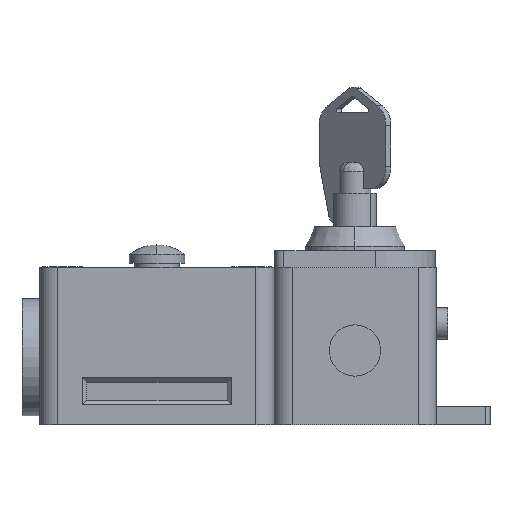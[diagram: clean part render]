
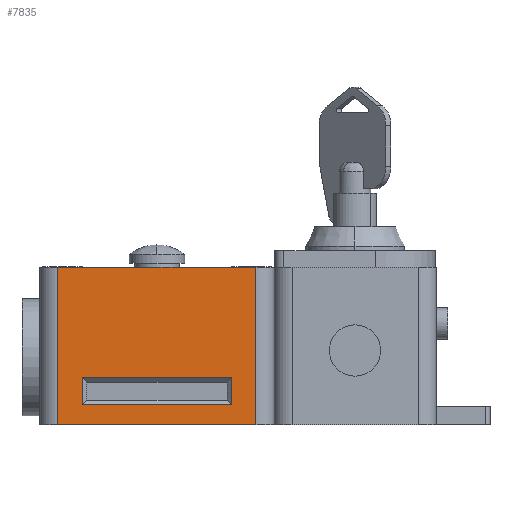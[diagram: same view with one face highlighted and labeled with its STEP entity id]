
A CAD part, left-side view. The second image highlights one B-rep face of the part: STEP entity #7835.
In plain terms, the highlighted planar face has unit normal (-1, 0, 0).
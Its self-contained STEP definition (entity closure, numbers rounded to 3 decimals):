
#211 = ORIENTED_EDGE ( 'NONE', *, *, #3746, .T. ) ;
#214 = DIRECTION ( 'NONE',  ( 0., -1., 0. ) ) ;
#262 = VERTEX_POINT ( 'NONE', #7956 ) ;
#374 = EDGE_CURVE ( 'NONE', #4842, #6333, #736, .T. ) ;
#502 = VERTEX_POINT ( 'NONE', #4563 ) ;
#564 = FACE_OUTER_BOUND ( 'NONE', #1020, .T. ) ;
#715 = CARTESIAN_POINT ( 'NONE',  ( -86., 26., 35. ) ) ;
#736 = LINE ( 'NONE', #4522, #7221 ) ;
#788 = DIRECTION ( 'NONE',  ( 0., -1., 0. ) ) ;
#813 = VERTEX_POINT ( 'NONE', #6888 ) ;
#844 = VERTEX_POINT ( 'NONE', #1291 ) ;
#899 = LINE ( 'NONE', #5106, #7658 ) ;
#1020 = EDGE_LOOP ( 'NONE', ( #7635, #5457, #7854, #211 ) ) ;
#1099 = VECTOR ( 'NONE', #2120, 1000. ) ;
#1120 = EDGE_CURVE ( 'NONE', #6135, #5332, #6721, .T. ) ;
#1291 = CARTESIAN_POINT ( 'NONE',  ( -86., 22., 0. ) ) ;
#1693 = DIRECTION ( 'NONE',  ( 0., 0., -1. ) ) ;
#1773 = DIRECTION ( 'NONE',  ( 0., 1., 0. ) ) ;
#2079 = LINE ( 'NONE', #7558, #1099 ) ;
#2120 = DIRECTION ( 'NONE',  ( 0., 0., -1. ) ) ;
#2127 = DIRECTION ( 'NONE',  ( 0., 0., 1. ) ) ;
#2143 = DIRECTION ( 'NONE',  ( 0., -1., 0. ) ) ;
#2175 = EDGE_CURVE ( 'NONE', #844, #502, #5908, .T. ) ;
#2212 = CARTESIAN_POINT ( 'NONE',  ( -86., 16.6, 4.5 ) ) ;
#2339 = LINE ( 'NONE', #4795, #5447 ) ;
#2580 = LINE ( 'NONE', #715, #3054 ) ;
#2788 = CARTESIAN_POINT ( 'NONE',  ( -86., 26., 0. ) ) ;
#2807 = ORIENTED_EDGE ( 'NONE', *, *, #1120, .T. ) ;
#2990 = CARTESIAN_POINT ( 'NONE',  ( -86., 26., 35. ) ) ;
#3054 = VECTOR ( 'NONE', #788, 1000. ) ;
#3116 = EDGE_CURVE ( 'NONE', #5332, #4842, #5889, .T. ) ;
#3249 = VECTOR ( 'NONE', #1773, 1000. ) ;
#3500 = CARTESIAN_POINT ( 'NONE',  ( -86., 26., 4.5 ) ) ;
#3746 = EDGE_CURVE ( 'NONE', #813, #844, #2339, .T. ) ;
#4007 = CARTESIAN_POINT ( 'NONE',  ( -86., 16.6, 35. ) ) ;
#4280 = EDGE_LOOP ( 'NONE', ( #2807, #5851, #7167, #4302 ) ) ;
#4302 = ORIENTED_EDGE ( 'NONE', *, *, #7526, .T. ) ;
#4522 = CARTESIAN_POINT ( 'NONE',  ( -86., 26., 10.5 ) ) ;
#4563 = CARTESIAN_POINT ( 'NONE',  ( -86., -22., 0. ) ) ;
#4618 = DIRECTION ( 'NONE',  ( 0., 0., 1. ) ) ;
#4795 = CARTESIAN_POINT ( 'NONE',  ( -86., 22., 35. ) ) ;
#4801 = FACE_BOUND ( 'NONE', #4280, .T. ) ;
#4842 = VERTEX_POINT ( 'NONE', #6818 ) ;
#4867 = CARTESIAN_POINT ( 'NONE',  ( -86., -16.6, 4.5 ) ) ;
#5106 = CARTESIAN_POINT ( 'NONE',  ( -86., -22., 35. ) ) ;
#5291 = VECTOR ( 'NONE', #2143, 1000. ) ;
#5332 = VERTEX_POINT ( 'NONE', #2212 ) ;
#5357 = PLANE ( 'NONE',  #5482 ) ;
#5447 = VECTOR ( 'NONE', #7249, 1000. ) ;
#5457 = ORIENTED_EDGE ( 'NONE', *, *, #5710, .T. ) ;
#5482 = AXIS2_PLACEMENT_3D ( 'NONE', #2990, #6077, #1693 ) ;
#5710 = EDGE_CURVE ( 'NONE', #502, #262, #899, .T. ) ;
#5851 = ORIENTED_EDGE ( 'NONE', *, *, #3116, .T. ) ;
#5889 = LINE ( 'NONE', #4007, #6590 ) ;
#5908 = LINE ( 'NONE', #2788, #5291 ) ;
#6077 = DIRECTION ( 'NONE',  ( 1., 0., 0. ) ) ;
#6135 = VERTEX_POINT ( 'NONE', #4867 ) ;
#6333 = VERTEX_POINT ( 'NONE', #7906 ) ;
#6590 = VECTOR ( 'NONE', #4618, 1000. ) ;
#6721 = LINE ( 'NONE', #3500, #3249 ) ;
#6818 = CARTESIAN_POINT ( 'NONE',  ( -86., 16.6, 10.5 ) ) ;
#6888 = CARTESIAN_POINT ( 'NONE',  ( -86., 22., 35. ) ) ;
#6902 = EDGE_CURVE ( 'NONE', #813, #262, #2580, .T. ) ;
#7167 = ORIENTED_EDGE ( 'NONE', *, *, #374, .T. ) ;
#7221 = VECTOR ( 'NONE', #214, 1000. ) ;
#7249 = DIRECTION ( 'NONE',  ( 0., 0., -1. ) ) ;
#7526 = EDGE_CURVE ( 'NONE', #6333, #6135, #2079, .T. ) ;
#7558 = CARTESIAN_POINT ( 'NONE',  ( -86., -16.6, 35. ) ) ;
#7635 = ORIENTED_EDGE ( 'NONE', *, *, #2175, .T. ) ;
#7658 = VECTOR ( 'NONE', #2127, 1000. ) ;
#7835 = ADVANCED_FACE ( 'NONE', ( #4801, #564 ), #5357, .F. ) ;
#7854 = ORIENTED_EDGE ( 'NONE', *, *, #6902, .F. ) ;
#7906 = CARTESIAN_POINT ( 'NONE',  ( -86., -16.6, 10.5 ) ) ;
#7956 = CARTESIAN_POINT ( 'NONE',  ( -86., -22., 35. ) ) ;
